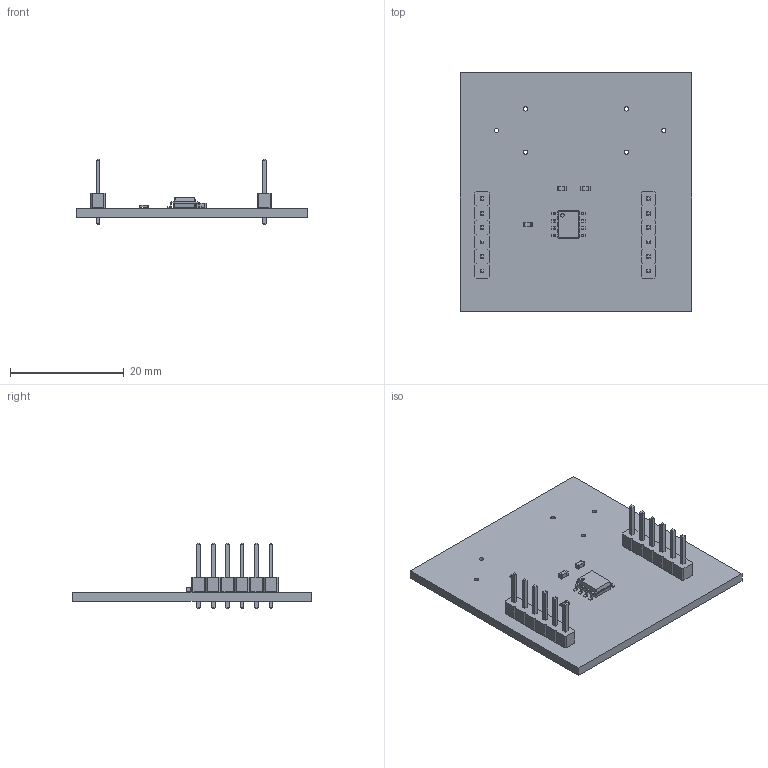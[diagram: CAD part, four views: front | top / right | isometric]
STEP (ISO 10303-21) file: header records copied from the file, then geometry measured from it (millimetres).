
FILE_DESCRIPTION(('KiCad electronic assembly'),'2;1');
FILE_NAME('motor-controller.step','2020-08-07T17:47:41',('An Author'),( 'A Company'),'Open CASCADE STEP processor 6.9', 'KiCad to STEP converter','Unknown');
FILE_SCHEMA(('AUTOMOTIVE_DESIGN { 1 0 10303 214 1 1 1 1 }'));
Length unit declared in the file: millimetre
Products named in the file (10): Open CASCADE STEP translator 6.9 1; C_0603_1608Metric; SOLID; PinHeader_1x06_P2.54mm_Vertical; R_0603_1608Metric; SOIC-8_3.9x4.9mm_P1.27mm; COMPOUND
Assembly tree (11 placements, depth 3):
  Open CASCADE STEP translator 6.9 1
    C_0603_1608Metric  x2
      SOLID
    PinHeader_1x06_P2.54mm_Vertical  x2
      SOLID
    R_0603_1608Metric
      SOLID
    SOIC-8_3.9x4.9mm_P1.27mm
      SOLID
    COMPOUND
Bounding box: 40.64 x 41.91 x 11.54 mm (x, y, z)
Volume: 2974.6 mm3; surface area: 4435.3 mm2
Topology: 7 solids, 7 shells, 558 faces, 1389 edges, 874 vertices
Faces by surface type: plane 443, cylinder 83, bspline 32
Full cylindrical faces by diameter (mm): 0.6 x1, 0.762 x6, 1 x12
Entity records: 26869 total; most frequent: CARTESIAN_POINT 4799, DIRECTION 3570, LINE 2509, VECTOR 2509, ORIENTED_EDGE 1926, PCURVE 1926, DEFINITIONAL_REPRESENTATION 1926, EDGE_CURVE 963
